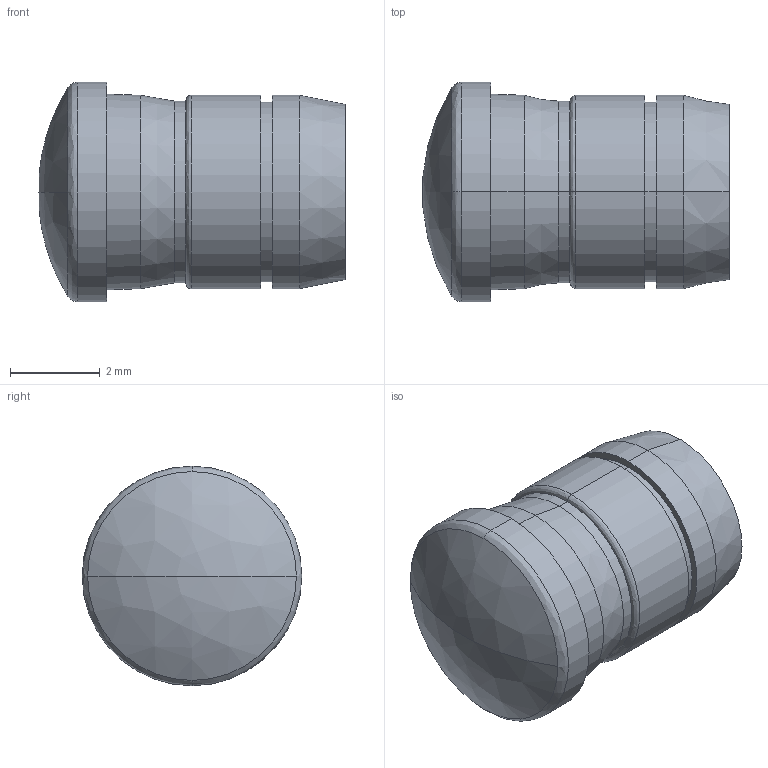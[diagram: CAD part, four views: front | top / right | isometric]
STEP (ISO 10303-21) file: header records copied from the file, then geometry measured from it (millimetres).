
FILE_DESCRIPTION (( 'STEP AP214' ), '1' );
FILE_NAME ('files_SMC.STEP', '2018-04-02T21:35:27', ( 'user' ), ( 'Microsoft' ), 'SwSTEP 2.0', 'SolidWorks 2016', '' );
FILE_SCHEMA (( 'AUTOMOTIVE_DESIGN' ));
Length unit declared in the file: millimetre
Products named in the file (1): files_SMC
Bounding box: 6.84 x 4.9 x 4.9 mm (x, y, z)
Volume: 44.8 mm3; surface area: 189.8 mm2
Topology: 1 solids, 1 shells, 44 faces, 97 edges, 57 vertices
Faces by surface type: cone 22, cylinder 12, bspline 6, plane 4
Entity records: 1308 total; most frequent: CARTESIAN_POINT 287, DIRECTION 234, ORIENTED_EDGE 190, AXIS2_PLACEMENT_3D 100, EDGE_CURVE 95, CIRCLE 61, VERTEX_POINT 57, EDGE_LOOP 48
